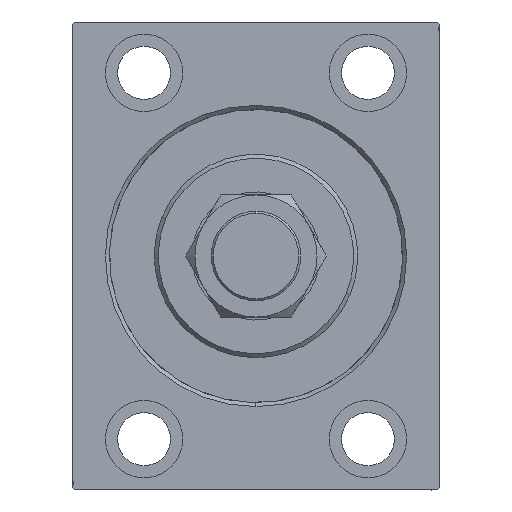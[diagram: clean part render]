
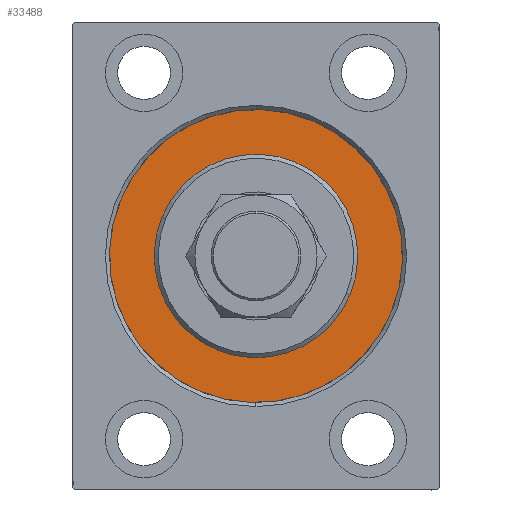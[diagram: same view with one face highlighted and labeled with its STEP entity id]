
A CAD part, left-side view. The second image highlights one B-rep face of the part: STEP entity #33488.
In plain terms, the highlighted face is planar.
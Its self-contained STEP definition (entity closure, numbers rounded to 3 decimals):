
#591 = EDGE_CURVE ( 'NONE', #5932, #7978, #43426, .T. ) ;
#1155 = AXIS2_PLACEMENT_3D ( 'NONE', #33892, #26158, #43991 ) ;
#1864 = ORIENTED_EDGE ( 'NONE', *, *, #30419, .F. ) ;
#4979 = DIRECTION ( 'NONE',  ( 0., 0., -1. ) ) ;
#5200 = AXIS2_PLACEMENT_3D ( 'NONE', #14763, #29080, #24409 ) ;
#5932 = VERTEX_POINT ( 'NONE', #21563 ) ;
#6759 = EDGE_LOOP ( 'NONE', ( #15541, #40574 ) ) ;
#6824 = DIRECTION ( 'NONE',  ( -1., 0., 0. ) ) ;
#7117 = AXIS2_PLACEMENT_3D ( 'NONE', #24663, #6824, #28636 ) ;
#7150 = CIRCLE ( 'NONE', #1155, 25. ) ;
#7696 = CARTESIAN_POINT ( 'NONE',  ( 0., 0., 0. ) ) ;
#7978 = VERTEX_POINT ( 'NONE', #16705 ) ;
#9376 = VERTEX_POINT ( 'NONE', #43629 ) ;
#13684 = EDGE_LOOP ( 'NONE', ( #42951, #1864 ) ) ;
#14486 = VERTEX_POINT ( 'NONE', #43048 ) ;
#14763 = CARTESIAN_POINT ( 'NONE',  ( 0., 0., 0. ) ) ;
#15541 = ORIENTED_EDGE ( 'NONE', *, *, #31022, .F. ) ;
#16705 = CARTESIAN_POINT ( 'NONE',  ( 0., 0., -36. ) ) ;
#17148 = FACE_OUTER_BOUND ( 'NONE', #6759, .T. ) ;
#21563 = CARTESIAN_POINT ( 'NONE',  ( 0., 0., 36. ) ) ;
#22018 = AXIS2_PLACEMENT_3D ( 'NONE', #7696, #28818, #25534 ) ;
#23740 = CARTESIAN_POINT ( 'NONE',  ( 0., 0., 0. ) ) ;
#24409 = DIRECTION ( 'NONE',  ( 0., 0., 1. ) ) ;
#24663 = CARTESIAN_POINT ( 'NONE',  ( 0., 0., 0. ) ) ;
#25534 = DIRECTION ( 'NONE',  ( 0., 0., 1. ) ) ;
#26158 = DIRECTION ( 'NONE',  ( 1., 0., 0. ) ) ;
#26515 = CIRCLE ( 'NONE', #31770, 25. ) ;
#27707 = PLANE ( 'NONE',  #7117 ) ;
#28177 = FACE_BOUND ( 'NONE', #13684, .T. ) ;
#28636 = DIRECTION ( 'NONE',  ( 0., 0., 1. ) ) ;
#28818 = DIRECTION ( 'NONE',  ( -1., 0., 0. ) ) ;
#29080 = DIRECTION ( 'NONE',  ( -1., 0., 0. ) ) ;
#30419 = EDGE_CURVE ( 'NONE', #9376, #14486, #26515, .T. ) ;
#31022 = EDGE_CURVE ( 'NONE', #7978, #5932, #36249, .T. ) ;
#31770 = AXIS2_PLACEMENT_3D ( 'NONE', #23740, #38045, #4979 ) ;
#33488 = ADVANCED_FACE ( 'NONE', ( #28177, #17148 ), #27707, .F. ) ;
#33892 = CARTESIAN_POINT ( 'NONE',  ( 0., 0., 0. ) ) ;
#34343 = EDGE_CURVE ( 'NONE', #14486, #9376, #7150, .T. ) ;
#36249 = CIRCLE ( 'NONE', #22018, 36. ) ;
#38045 = DIRECTION ( 'NONE',  ( 1., 0., 0. ) ) ;
#40574 = ORIENTED_EDGE ( 'NONE', *, *, #591, .F. ) ;
#42951 = ORIENTED_EDGE ( 'NONE', *, *, #34343, .F. ) ;
#43048 = CARTESIAN_POINT ( 'NONE',  ( 0., 0., 25. ) ) ;
#43426 = CIRCLE ( 'NONE', #5200, 36. ) ;
#43629 = CARTESIAN_POINT ( 'NONE',  ( 0., 0., -25. ) ) ;
#43991 = DIRECTION ( 'NONE',  ( 0., 0., -1. ) ) ;
